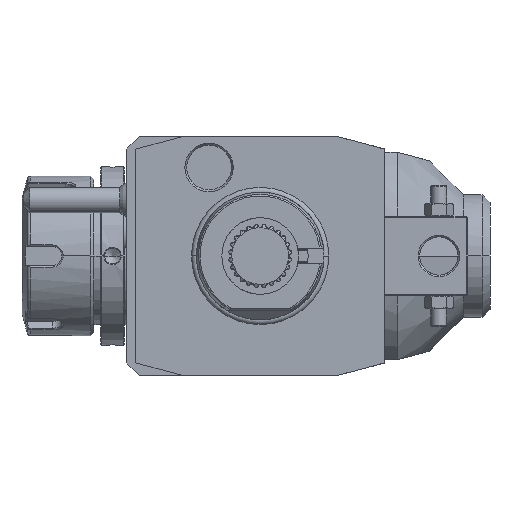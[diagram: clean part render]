
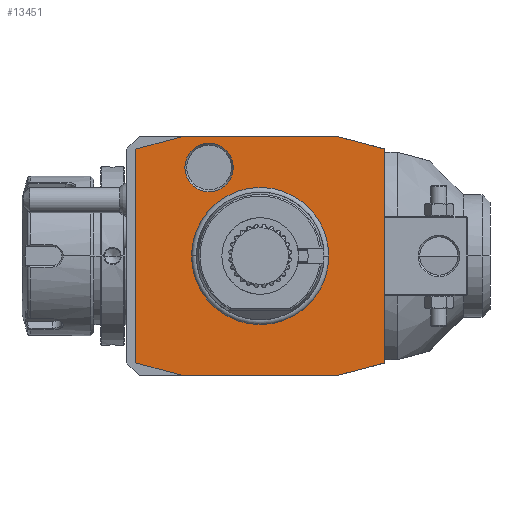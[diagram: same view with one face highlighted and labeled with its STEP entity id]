
A CAD part, front view. The second image highlights one B-rep face of the part: STEP entity #13451.
In plain terms, the highlighted planar face has unit normal (0, -1, 0).
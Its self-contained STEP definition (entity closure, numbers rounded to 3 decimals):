
#1=DIRECTION('',(-0.966,0.,0.259));
#2=VECTOR('',#1,15.529);
#3=CARTESIAN_POINT('',(39.,0.,33.481));
#4=LINE('',#3,#2);
#5=DIRECTION('',(0.,0.,1.));
#6=VECTOR('',#5,66.962);
#7=CARTESIAN_POINT('',(39.,0.,-33.481));
#8=LINE('',#7,#6);
#9=DIRECTION('',(0.966,0.,0.259));
#10=VECTOR('',#9,15.529);
#11=CARTESIAN_POINT('',(24.,0.,-37.5));
#12=LINE('',#11,#10);
#13=DIRECTION('',(1.,0.,0.));
#14=VECTOR('',#13,48.);
#15=CARTESIAN_POINT('',(-24.,0.,-37.5));
#16=LINE('',#15,#14);
#17=DIRECTION('',(0.966,0.,-0.259));
#18=VECTOR('',#17,15.529);
#19=CARTESIAN_POINT('',(-39.,0.,-33.481));
#20=LINE('',#19,#18);
#21=DIRECTION('',(0.,0.,-1.));
#22=VECTOR('',#21,66.962);
#23=CARTESIAN_POINT('',(-39.,0.,33.481));
#24=LINE('',#23,#22);
#25=DIRECTION('',(-0.966,0.,-0.259));
#26=VECTOR('',#25,15.529);
#27=CARTESIAN_POINT('',(-24.,0.,37.5));
#28=LINE('',#27,#26);
#29=DIRECTION('',(-1.,0.,0.));
#30=VECTOR('',#29,48.);
#31=CARTESIAN_POINT('',(24.,0.,37.5));
#32=LINE('',#31,#30);
#33=CARTESIAN_POINT('',(-16.,0.,27.713));
#34=DIRECTION('',(0.,1.,0.));
#35=DIRECTION('',(-1.,0.,0.));
#36=AXIS2_PLACEMENT_3D('',#33,#34,#35);
#38=CARTESIAN_POINT('',(-16.,0.,27.713));
#39=DIRECTION('',(0.,1.,0.));
#40=DIRECTION('',(1.,0.,0.));
#41=AXIS2_PLACEMENT_3D('',#38,#39,#40);
#7210=CARTESIAN_POINT('',(0.,0.,0.));
#7211=DIRECTION('',(0.,1.,0.));
#7212=DIRECTION('',(-1.,0.,0.));
#7213=AXIS2_PLACEMENT_3D('',#7210,#7211,#7212);
#7215=CARTESIAN_POINT('',(0.,0.,0.));
#7216=DIRECTION('',(0.,1.,0.));
#7217=DIRECTION('',(1.,0.,0.));
#7218=AXIS2_PLACEMENT_3D('',#7215,#7216,#7217);
#12083=CARTESIAN_POINT('',(-23.577,0.,
27.713));
#12084=CARTESIAN_POINT('',(-8.423,0.,
27.713));
#12085=VERTEX_POINT('',#12083);
#12086=VERTEX_POINT('',#12084);
#13001=CARTESIAN_POINT('',(39.,0.,33.481));
#13002=CARTESIAN_POINT('',(24.,0.,37.5));
#13003=VERTEX_POINT('',#13001);
#13004=VERTEX_POINT('',#13002);
#13005=CARTESIAN_POINT('',(-24.,0.,37.5));
#13006=VERTEX_POINT('',#13005);
#13007=CARTESIAN_POINT('',(-39.,0.,33.481));
#13008=VERTEX_POINT('',#13007);
#13009=CARTESIAN_POINT('',(-39.,0.,-33.481));
#13010=VERTEX_POINT('',#13009);
#13011=CARTESIAN_POINT('',(-24.,0.,-37.5));
#13012=VERTEX_POINT('',#13011);
#13013=CARTESIAN_POINT('',(24.,0.,-37.5));
#13014=VERTEX_POINT('',#13013);
#13015=CARTESIAN_POINT('',(39.,0.,-33.481));
#13016=VERTEX_POINT('',#13015);
#13282=CARTESIAN_POINT('',(-21.137,0.,0.));
#13283=CARTESIAN_POINT('',(21.137,0.,0.));
#13284=VERTEX_POINT('',#13282);
#13285=VERTEX_POINT('',#13283);
#13416=CARTESIAN_POINT('',(0.,0.,0.));
#13417=DIRECTION('',(0.,-1.,0.));
#13418=DIRECTION('',(-1.,0.,0.));
#13419=AXIS2_PLACEMENT_3D('',#13416,#13417,#13418);
#13420=PLANE('',#13419);
#13422=ORIENTED_EDGE('',*,*,#13421,.F.);
#13424=ORIENTED_EDGE('',*,*,#13423,.F.);
#13426=ORIENTED_EDGE('',*,*,#13425,.F.);
#13428=ORIENTED_EDGE('',*,*,#13427,.F.);
#13430=ORIENTED_EDGE('',*,*,#13429,.F.);
#13432=ORIENTED_EDGE('',*,*,#13431,.F.);
#13434=ORIENTED_EDGE('',*,*,#13433,.F.);
#13436=ORIENTED_EDGE('',*,*,#13435,.F.);
#13437=EDGE_LOOP('',(#13422,#13424,#13426,#13428,#13430,#13432,#13434,#13436));
#13438=FACE_OUTER_BOUND('',#13437,.F.);
#13440=ORIENTED_EDGE('',*,*,#13439,.F.);
#13442=ORIENTED_EDGE('',*,*,#13441,.F.);
#13443=EDGE_LOOP('',(#13440,#13442));
#13444=FACE_BOUND('',#13443,.F.);
#13446=ORIENTED_EDGE('',*,*,#13445,.F.);
#13448=ORIENTED_EDGE('',*,*,#13447,.F.);
#13449=EDGE_LOOP('',(#13446,#13448));
#13450=FACE_BOUND('',#13449,.F.);
#37=CIRCLE('',#36,7.577);
#42=CIRCLE('',#41,7.577);
#7214=CIRCLE('',#7213,21.137);
#7219=CIRCLE('',#7218,21.137);
#13421=EDGE_CURVE('',#13003,#13004,#4,.T.);
#13423=EDGE_CURVE('',#13016,#13003,#8,.T.);
#13425=EDGE_CURVE('',#13014,#13016,#12,.T.);
#13427=EDGE_CURVE('',#13012,#13014,#16,.T.);
#13429=EDGE_CURVE('',#13010,#13012,#20,.T.);
#13431=EDGE_CURVE('',#13008,#13010,#24,.T.);
#13433=EDGE_CURVE('',#13006,#13008,#28,.T.);
#13435=EDGE_CURVE('',#13004,#13006,#32,.T.);
#13439=EDGE_CURVE('',#13284,#13285,#7214,.T.);
#13441=EDGE_CURVE('',#13285,#13284,#7219,.T.);
#13445=EDGE_CURVE('',#12085,#12086,#37,.T.);
#13447=EDGE_CURVE('',#12086,#12085,#42,.T.);
#13451=ADVANCED_FACE('',(#13438,#13444,#13450),#13420,.T.);
